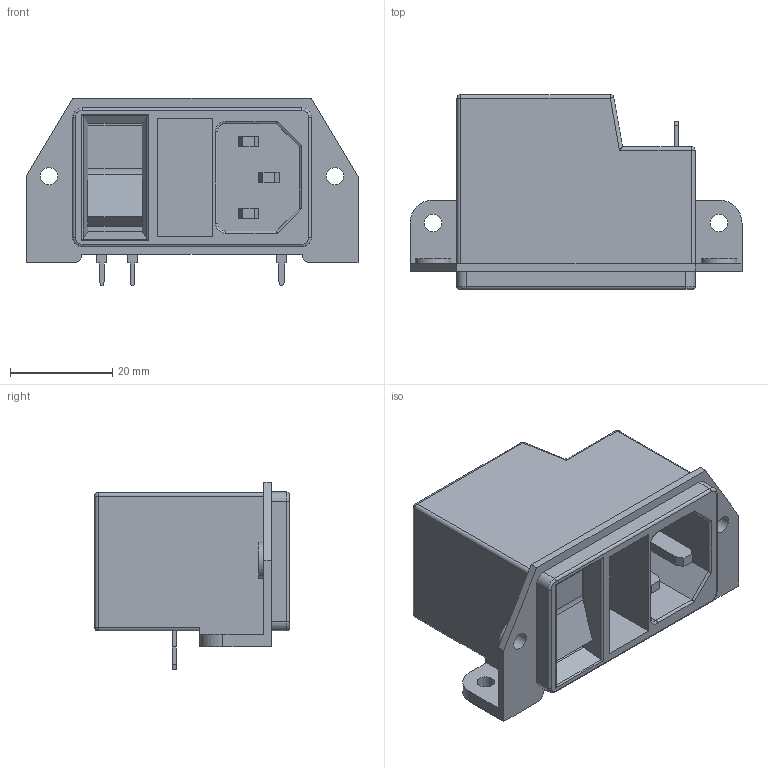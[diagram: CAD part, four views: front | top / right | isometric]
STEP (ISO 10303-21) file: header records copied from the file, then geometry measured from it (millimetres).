
FILE_DESCRIPTION(('FreeCAD Model'),'2;1');
FILE_NAME('Open CASCADE Shape Model','2025-05-26T10:02:16',( 'kicad StepUp'),('ksu MCAD'),'Open CASCADE STEP processor 7.8', 'FreeCAD','Unknown');
FILE_SCHEMA(('AUTOMOTIVE_DESIGN { 1 0 10303 214 1 1 1 1 }'));
Length unit declared in the file: millimetre
Products named in the file (1): Schurter DD21
Bounding box: 65 x 38.1 x 36.8 mm (x, y, z)
Volume: 30377.4 mm3; surface area: 14045.8 mm2
Topology: 3 solids, 3 shells, 186 faces, 467 edges, 292 vertices
Faces by surface type: plane 127, cylinder 47, sphere 6, torus 6
Full cylindrical faces by diameter (mm): 1.5 x1, 3.4 x4, 7 x2
Entity records: 7162 total; most frequent: CARTESIAN_POINT 940, DIRECTION 929, ORIENTED_EDGE 922, EDGE_CURVE 461, LINE 367, VECTOR 367, VERTEX_POINT 292, AXIS2_PLACEMENT_3D 281
